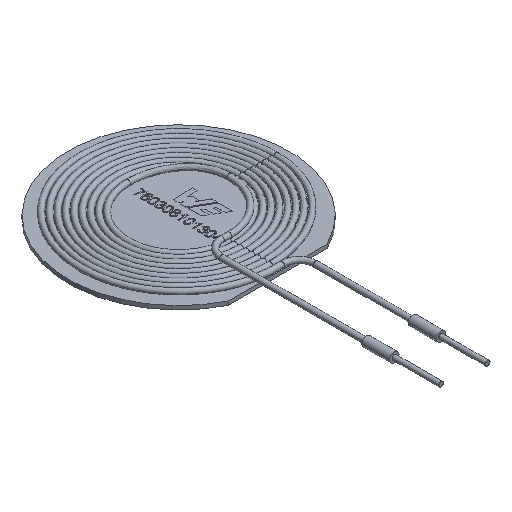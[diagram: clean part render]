
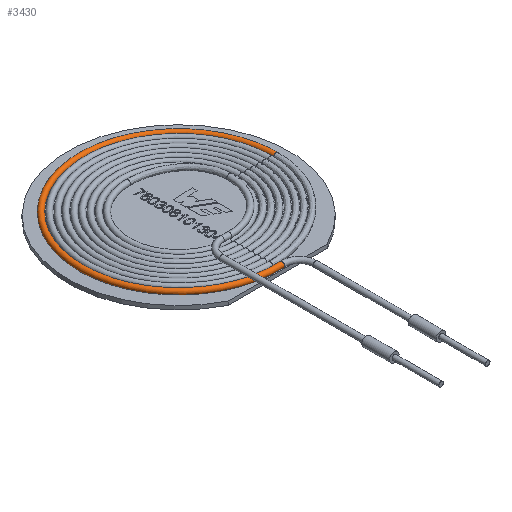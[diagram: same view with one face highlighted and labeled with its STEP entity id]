
A CAD part, isometric view. The second image highlights one B-rep face of the part: STEP entity #3430.
In plain terms, the highlighted toroidal (fillet/blend) face has major radius 20.888 mm and minor radius 0.55 mm.
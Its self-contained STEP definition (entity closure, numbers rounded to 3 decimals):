
#31=VERTEX_LOOP('',#1626);
#41=TOROIDAL_SURFACE('',#3573,20.888,0.55);
#74=CIRCLE('',#3572,0.55);
#75=CIRCLE('',#3574,0.55);
#1080=ORIENTED_EDGE('',*,*,#1407,.T.);
#1081=ORIENTED_EDGE('',*,*,#1406,.F.);
#1406=EDGE_CURVE('',#1624,#1624,#74,.T.);
#1407=EDGE_CURVE('',#1625,#1625,#75,.T.);
#1624=VERTEX_POINT('',#6453);
#1625=VERTEX_POINT('',#6456);
#1626=VERTEX_POINT('',#6457);
#1885=EDGE_LOOP('',(#1080));
#1886=EDGE_LOOP('',(#1081));
#2100=FACE_BOUND('',#1885,.T.);
#2101=FACE_BOUND('',#1886,.T.);
#2102=FACE_BOUND('',#31,.T.);
#3430=ADVANCED_FACE('',(#2100,#2101,#2102),#41,.T.);
#3572=AXIS2_PLACEMENT_3D('',#6452,#4032,#4033);
#3573=AXIS2_PLACEMENT_3D('',#6454,#4034,#4035);
#3574=AXIS2_PLACEMENT_3D('',#6455,#4036,#4037);
#4032=DIRECTION('',(0.998,0.,0.062));
#4033=DIRECTION('',(0.061,0.101,-0.993));
#4034=DIRECTION('',(0.,1.,0.));
#4035=DIRECTION('',(-1.,0.,0.));
#4036=DIRECTION('',(0.,0.,1.));
#4037=DIRECTION('',(0.995,0.101,0.));
#6452=CARTESIAN_POINT('',(1.285,-0.63,-20.848));
#6453=CARTESIAN_POINT('',(1.318,-0.574,-21.395));
#6454=CARTESIAN_POINT('',(0.,-0.63,0.));
#6455=CARTESIAN_POINT('',(20.888,-0.63,0.));
#6456=CARTESIAN_POINT('',(21.435,-0.574,0.));
#6457=CARTESIAN_POINT('',(-21.438,-0.63,0.));
